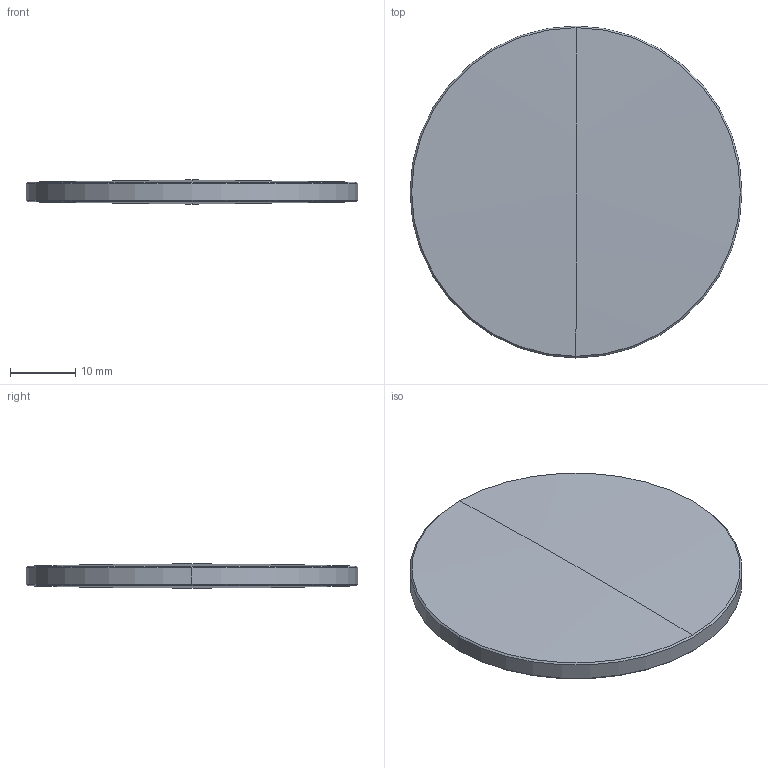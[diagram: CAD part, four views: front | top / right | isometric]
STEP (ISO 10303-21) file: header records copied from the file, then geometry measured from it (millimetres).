
FILE_DESCRIPTION (( 'STEP AP203' ), '1' );
FILE_NAME ('4340-E0W.STEP', '2015-06-17T20:49:02', ( 'admin' ), ( '' ), 'SwSTEP 2.0', 'SolidWorks 2014', '' );
FILE_SCHEMA (( 'CONFIG_CONTROL_DESIGN' ));
Length unit declared in the file: millimetre
Products named in the file (1): 4340-E0W
Bounding box: 50.8 x 50.8 x 3.7 mm (x, y, z)
Volume: 6778.3 mm3; surface area: 4487.6 mm2
Topology: 1 solids, 1 shells, 10 faces, 22 edges, 14 vertices
Faces by surface type: cone 4, sphere 4, cylinder 2
Entity records: 363 total; most frequent: DIRECTION 60, CARTESIAN_POINT 47, ORIENTED_EDGE 44, AXIS2_PLACEMENT_3D 27, EDGE_CURVE 22, CIRCLE 16, VERTEX_POINT 14, FACE_OUTER_BOUND 10
